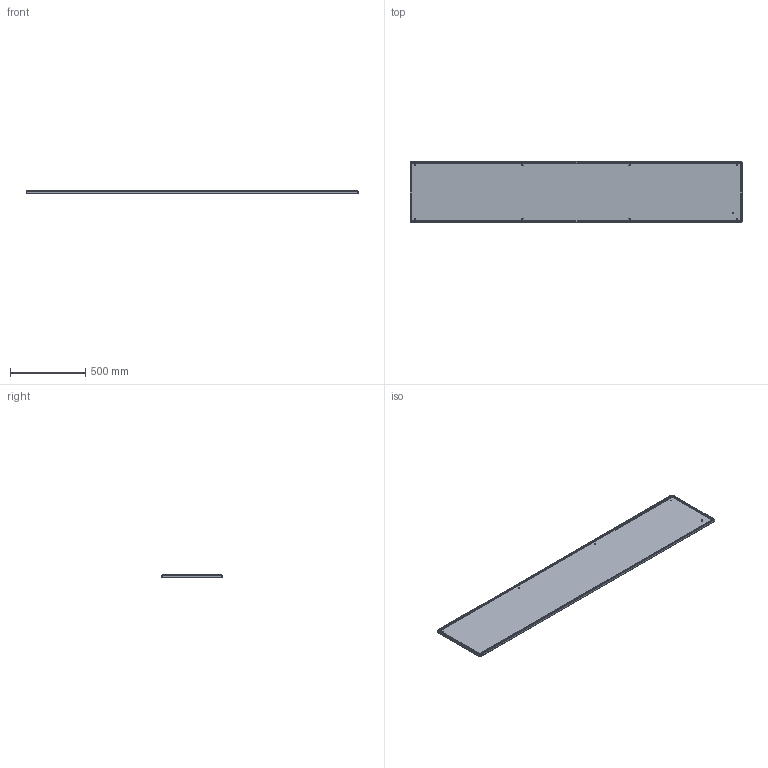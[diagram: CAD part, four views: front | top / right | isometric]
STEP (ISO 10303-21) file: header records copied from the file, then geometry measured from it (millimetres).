
FILE_DESCRIPTION (( 'STEP AP214' ), '1' );
FILE_NAME ('Áîêîâûå ñòåíêè FORT IP54 äëÿ êîðïóñà âûñîòîé 2200 è ãëóáèíîé 400 (2øò.) EKF PROxima.STEP', '2020-11-17T10:32:42', ( '' ), ( '' ), 'SwSTEP 2.0', 'SolidWorks 2019', '' );
FILE_SCHEMA (( 'AUTOMOTIVE_DESIGN' ));
Length unit declared in the file: millimetre
Products named in the file (4): ÓÊ íà áîêîâóþ ñòåíêó 400õ2200; Øïèëüêà Ì6õ12; Áîêîâûå ñòåíêè FORT IP54 äëÿ êîðïóñà âûñîòîé 2200 è ãëóáèíîé 400 (2øò.) EKF PROxima; ÌÈ-1248.04.01.001 Ñòåíêà áîêîâàÿ 400õ2200
Assembly tree (3 placements, depth 2):
  Áîêîâûå ñòåíêè FORT IP54 äëÿ êîðïóñà âûñîòîé 2200 è ãëóáèíîé 400 (2øò.) EKF PROxima
    ÌÈ-1248.04.01.001 Ñòåíêà áîêîâàÿ 400õ2200
    ÓÊ íà áîêîâóþ ñòåíêó 400õ2200
    Øïèëüêà Ì6õ12
Bounding box: 2199 x 399 x 21 mm (x, y, z)
Volume: 1124932 mm3; surface area: 2119810.5 mm2
Topology: 3 solids, 3 shells, 132 faces, 290 edges, 166 vertices
Faces by surface type: cylinder 54, plane 52, bspline 16, torus 8, cone 2
Entity records: 5151 total; most frequent: CARTESIAN_POINT 2209, ORIENTED_EDGE 580, DIRECTION 554, EDGE_CURVE 290, AXIS2_PLACEMENT_3D 206, VERTEX_POINT 166, EDGE_LOOP 152, LINE 142
